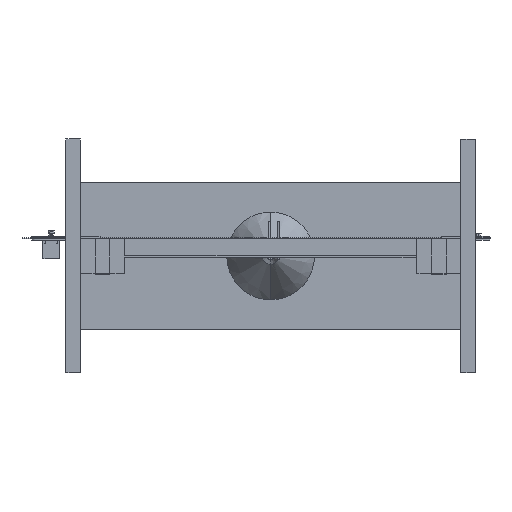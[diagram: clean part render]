
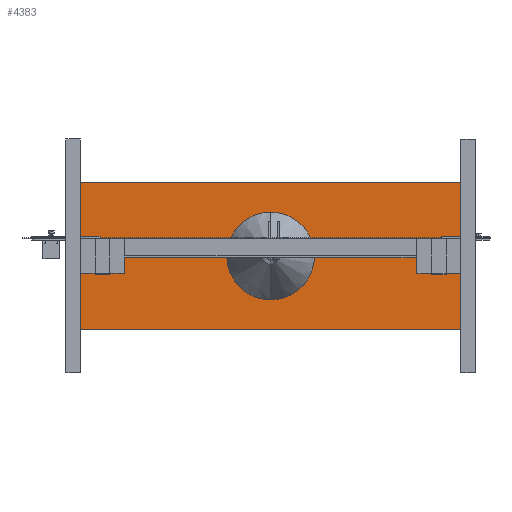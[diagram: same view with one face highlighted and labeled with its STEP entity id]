
A CAD part, front view. The second image highlights one B-rep face of the part: STEP entity #4383.
In plain terms, the highlighted face is planar.
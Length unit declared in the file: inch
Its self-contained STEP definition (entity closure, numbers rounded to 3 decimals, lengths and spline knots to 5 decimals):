
#1078 = DIRECTION ( 'NONE',  ( 0., 0., 1. ) ) ;
#1951 = ORIENTED_EDGE ( 'NONE', *, *, #35987, .T. ) ;
#1963 = VECTOR ( 'NONE', #40914, 39.37008 ) ;
#2271 = PLANE ( 'NONE',  #18137 ) ;
#2986 = EDGE_CURVE ( 'NONE', #14296, #31012, #21151, .T. ) ;
#4383 = ADVANCED_FACE ( 'NONE', ( #36057, #6094 ), #2271, .T. ) ;
#4414 = DIRECTION ( 'NONE',  ( 1., 0., 0. ) ) ;
#4653 = CARTESIAN_POINT ( 'NONE',  ( -3., 0., 0.375 ) ) ;
#6051 = VERTEX_POINT ( 'NONE', #29543 ) ;
#6094 = FACE_OUTER_BOUND ( 'NONE', #22838, .T. ) ;
#7211 = VECTOR ( 'NONE', #4414, 39.37008 ) ;
#7477 = EDGE_CURVE ( 'NONE', #11622, #6051, #19836, .T. ) ;
#8528 = DIRECTION ( 'NONE',  ( 0., 0., 1. ) ) ;
#8770 = CARTESIAN_POINT ( 'NONE',  ( -19.5, 7.5, 0.375 ) ) ;
#9547 = EDGE_CURVE ( 'NONE', #6051, #38012, #30221, .T. ) ;
#10186 = AXIS2_PLACEMENT_3D ( 'NONE', #39276, #1078, #14039 ) ;
#10659 = DIRECTION ( 'NONE',  ( 1., 0., 0. ) ) ;
#11622 = VERTEX_POINT ( 'NONE', #8770 ) ;
#11745 = CARTESIAN_POINT ( 'NONE',  ( 0., 0., 0.375 ) ) ;
#11957 = CARTESIAN_POINT ( 'NONE',  ( 19.5, -7.5, 0.375 ) ) ;
#14034 = ORIENTED_EDGE ( 'NONE', *, *, #9547, .T. ) ;
#14039 = DIRECTION ( 'NONE',  ( 1., 0., 0. ) ) ;
#14296 = VERTEX_POINT ( 'NONE', #36916 ) ;
#15698 = ORIENTED_EDGE ( 'NONE', *, *, #7477, .T. ) ;
#18137 = AXIS2_PLACEMENT_3D ( 'NONE', #11745, #8528, #37144 ) ;
#18591 = EDGE_LOOP ( 'NONE', ( #31393, #34447 ) ) ;
#18859 = DIRECTION ( 'NONE',  ( -1., 0., 0. ) ) ;
#19836 = LINE ( 'NONE', #21745, #1963 ) ;
#19947 = CARTESIAN_POINT ( 'NONE',  ( 0., 0., 0.375 ) ) ;
#21097 = VECTOR ( 'NONE', #18859, 39.37008 ) ;
#21151 = CIRCLE ( 'NONE', #10186, 3. ) ;
#21745 = CARTESIAN_POINT ( 'NONE',  ( -19.5, 7.5, 0.375 ) ) ;
#22097 = LINE ( 'NONE', #28391, #21097 ) ;
#22757 = VECTOR ( 'NONE', #32288, 39.37008 ) ;
#22838 = EDGE_LOOP ( 'NONE', ( #29946, #1951, #15698, #14034 ) ) ;
#22985 = CARTESIAN_POINT ( 'NONE',  ( 19.5, 7.5, 0.375 ) ) ;
#28391 = CARTESIAN_POINT ( 'NONE',  ( -19.5, 7.5, 0.375 ) ) ;
#29543 = CARTESIAN_POINT ( 'NONE',  ( -19.5, -7.5, 0.375 ) ) ;
#29623 = DIRECTION ( 'NONE',  ( 0., 0., 1. ) ) ;
#29946 = ORIENTED_EDGE ( 'NONE', *, *, #41157, .T. ) ;
#30221 = LINE ( 'NONE', #39600, #7211 ) ;
#30231 = CIRCLE ( 'NONE', #38392, 3. ) ;
#31012 = VERTEX_POINT ( 'NONE', #4653 ) ;
#31304 = LINE ( 'NONE', #35648, #22757 ) ;
#31393 = ORIENTED_EDGE ( 'NONE', *, *, #2986, .F. ) ;
#32288 = DIRECTION ( 'NONE',  ( 0., 1., 0. ) ) ;
#34447 = ORIENTED_EDGE ( 'NONE', *, *, #34552, .F. ) ;
#34552 = EDGE_CURVE ( 'NONE', #31012, #14296, #30231, .T. ) ;
#35648 = CARTESIAN_POINT ( 'NONE',  ( 19.5, 7.5, 0.375 ) ) ;
#35987 = EDGE_CURVE ( 'NONE', #36882, #11622, #22097, .T. ) ;
#36057 = FACE_BOUND ( 'NONE', #18591, .T. ) ;
#36882 = VERTEX_POINT ( 'NONE', #22985 ) ;
#36916 = CARTESIAN_POINT ( 'NONE',  ( 3., 0., 0.375 ) ) ;
#37144 = DIRECTION ( 'NONE',  ( 1., 0., 0. ) ) ;
#38012 = VERTEX_POINT ( 'NONE', #11957 ) ;
#38392 = AXIS2_PLACEMENT_3D ( 'NONE', #19947, #29623, #10659 ) ;
#39276 = CARTESIAN_POINT ( 'NONE',  ( 0., 0., 0.375 ) ) ;
#39600 = CARTESIAN_POINT ( 'NONE',  ( -19.5, -7.5, 0.375 ) ) ;
#40914 = DIRECTION ( 'NONE',  ( 0., -1., 0. ) ) ;
#41157 = EDGE_CURVE ( 'NONE', #38012, #36882, #31304, .T. ) ;
